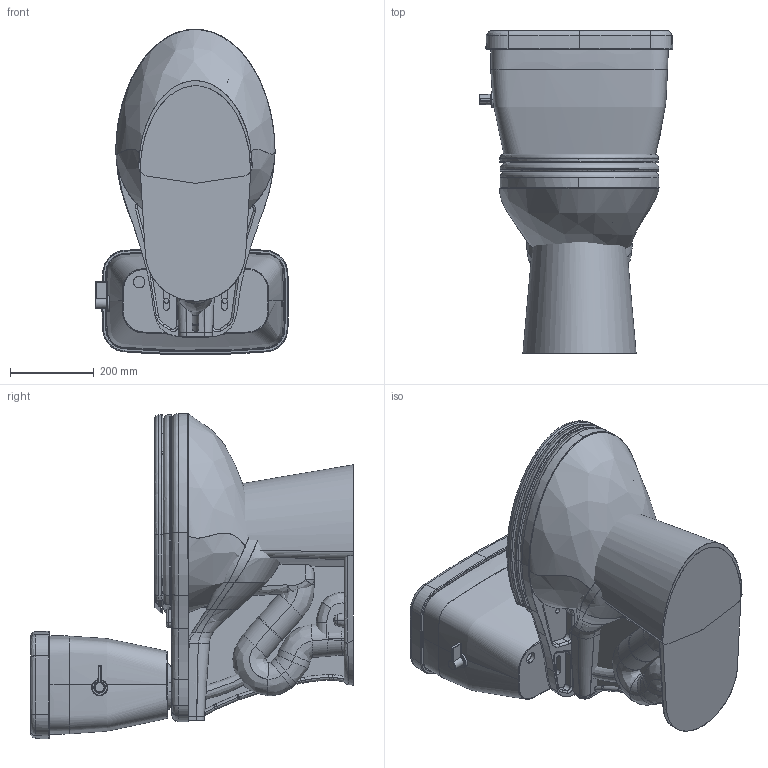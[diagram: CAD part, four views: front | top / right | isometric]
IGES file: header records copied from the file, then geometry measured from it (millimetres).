
Start section: SolidWorks IGES file using analytic representation for surfaces
Global section: file name: 235E Assembly.IGS; native system: SolidWorks 2015; preprocessor: SolidWorks 2015; author: David; date: 160826.170041; units: inch
Bounding box: 462.87 x 772.4 x 779.31 mm (x, y, z)
Surface area: 4290053.5 mm2 (no closed solid volume)
Topology: 0 solids, 0 shells, 688 faces, 9412 edges, 9357 vertices
Faces by surface type: bspline 516, revolution 172
